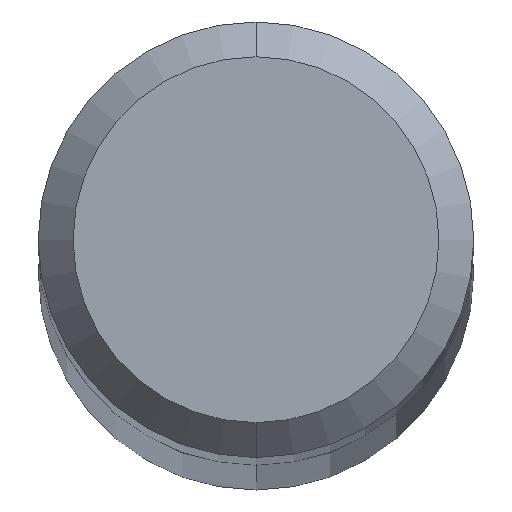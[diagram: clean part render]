
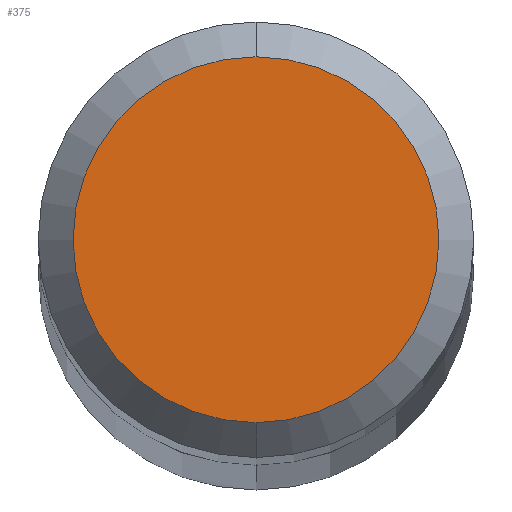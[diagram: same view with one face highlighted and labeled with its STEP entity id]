
A CAD part, top view. The second image highlights one B-rep face of the part: STEP entity #375.
In plain terms, the highlighted planar face has unit normal (0, 0, 1).
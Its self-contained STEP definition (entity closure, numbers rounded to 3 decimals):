
#199=VERTEX_POINT('',#461);
#245=EDGE_CURVE('',#317,#199,#511,.T.);
#305=EDGE_CURVE('',#199,#317,#580,.T.);
#317=VERTEX_POINT('',#595);
#375=ADVANCED_FACE('',(#657),#658,.T.);
#461=CARTESIAN_POINT('',(0.0,2.1,28.0));
#511=CIRCLE('',#917,2.1);
#580=CIRCLE('',#1044,2.1);
#595=CARTESIAN_POINT('',(0.,-2.1,28.0));
#657=FACE_OUTER_BOUND('',#1227,.T.);
#658=PLANE('',#1228);
#917=AXIS2_PLACEMENT_3D('',#1378,#1379,#1380);
#1044=AXIS2_PLACEMENT_3D('',#1484,#1485,#1486);
#1227=EDGE_LOOP('',(#1559,#1560));
#1228=AXIS2_PLACEMENT_3D('',#1561,#1562,#1563);
#1378=CARTESIAN_POINT('',(0.0,0.0,28.0));
#1379=DIRECTION('',(0.0,0.0,-1.0));
#1380=DIRECTION('',(0.0,1.0,0.0));
#1484=CARTESIAN_POINT('',(0.0,0.0,28.0));
#1485=DIRECTION('',(0.0,0.0,-1.0));
#1486=DIRECTION('',(0.0,1.0,0.0));
#1559=ORIENTED_EDGE('',*,*,#305,.F.);
#1560=ORIENTED_EDGE('',*,*,#245,.F.);
#1561=CARTESIAN_POINT('',(0.0,1.05,28.0));
#1562=DIRECTION('',(-0.0,0.0,1.0));
#1563=DIRECTION('',(0.0,-1.0,0.0));
